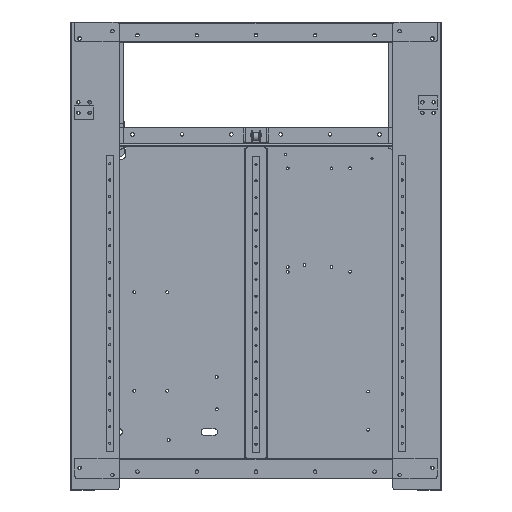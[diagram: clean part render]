
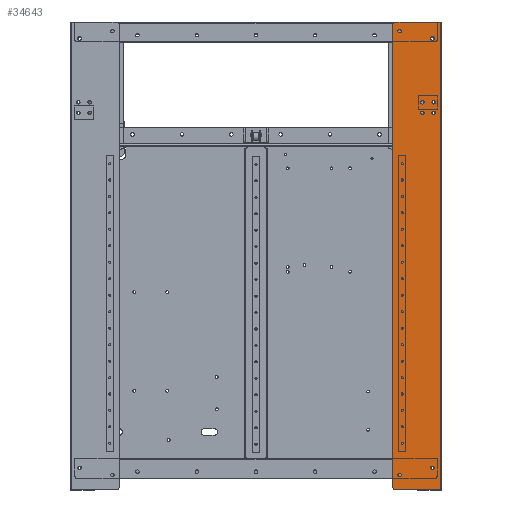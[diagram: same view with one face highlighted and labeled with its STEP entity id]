
A CAD part, top view. The second image highlights one B-rep face of the part: STEP entity #34643.
In plain terms, the highlighted planar face has unit normal (0, 0, 1).
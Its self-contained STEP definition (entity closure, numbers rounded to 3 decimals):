
#1493=FACE_BOUND('',#6817,.T.);
#1494=FACE_BOUND('',#6818,.T.);
#1495=FACE_BOUND('',#6819,.T.);
#1496=FACE_BOUND('',#6820,.T.);
#1497=FACE_BOUND('',#6821,.T.);
#1498=FACE_BOUND('',#6822,.T.);
#1499=FACE_BOUND('',#6823,.T.);
#1500=FACE_BOUND('',#6824,.T.);
#1501=FACE_BOUND('',#6825,.T.);
#1502=FACE_BOUND('',#6826,.T.);
#1503=FACE_BOUND('',#6827,.T.);
#1504=FACE_BOUND('',#6828,.T.);
#1505=FACE_BOUND('',#6829,.T.);
#1506=FACE_BOUND('',#6830,.T.);
#1507=FACE_BOUND('',#6831,.T.);
#1508=FACE_BOUND('',#6832,.T.);
#3013=CIRCLE('',#37592,2.625);
#3014=CIRCLE('',#37594,2.625);
#3015=CIRCLE('',#37596,1.6);
#3016=CIRCLE('',#37598,1.6);
#3017=CIRCLE('',#37600,1.6);
#3018=CIRCLE('',#37602,1.6);
#3019=CIRCLE('',#37604,1.6);
#3020=CIRCLE('',#37606,1.6);
#3021=CIRCLE('',#37608,1.6);
#3022=CIRCLE('',#37610,1.6);
#3023=CIRCLE('',#37612,2.625);
#3024=CIRCLE('',#37614,2.625);
#3025=CIRCLE('',#37616,2.625);
#3026=CIRCLE('',#37618,2.625);
#3027=CIRCLE('',#37620,3.);
#3028=CIRCLE('',#37623,3.);
#3030=CIRCLE('',#37631,2.625);
#3031=CIRCLE('',#37632,2.625);
#4478=FACE_OUTER_BOUND('',#6816,.T.);
#6816=EDGE_LOOP('',(#27935,#27936,#27937,#27938,#27939,#27940,#27941));
#6817=EDGE_LOOP('',(#27942));
#6818=EDGE_LOOP('',(#27943));
#6819=EDGE_LOOP('',(#27944));
#6820=EDGE_LOOP('',(#27945));
#6821=EDGE_LOOP('',(#27946));
#6822=EDGE_LOOP('',(#27947));
#6823=EDGE_LOOP('',(#27948));
#6824=EDGE_LOOP('',(#27949));
#6825=EDGE_LOOP('',(#27950));
#6826=EDGE_LOOP('',(#27951));
#6827=EDGE_LOOP('',(#27952));
#6828=EDGE_LOOP('',(#27953));
#6829=EDGE_LOOP('',(#27954));
#6830=EDGE_LOOP('',(#27955));
#6831=EDGE_LOOP('',(#27956));
#6832=EDGE_LOOP('',(#27957));
#10016=LINE('',#55729,#13204);
#10037=LINE('',#55826,#13225);
#10045=LINE('',#55844,#13233);
#10046=LINE('',#55846,#13234);
#10047=LINE('',#55848,#13235);
#13204=VECTOR('',#44939,10.);
#13225=VECTOR('',#45050,10.);
#13233=VECTOR('',#45072,2.88);
#13234=VECTOR('',#45075,10.);
#13235=VECTOR('',#45078,10.);
#16787=VERTEX_POINT('',#55725);
#16789=VERTEX_POINT('',#55728);
#16804=VERTEX_POINT('',#55763);
#16805=VERTEX_POINT('',#55767);
#16806=VERTEX_POINT('',#55771);
#16807=VERTEX_POINT('',#55775);
#16808=VERTEX_POINT('',#55779);
#16809=VERTEX_POINT('',#55783);
#16810=VERTEX_POINT('',#55787);
#16811=VERTEX_POINT('',#55791);
#16812=VERTEX_POINT('',#55795);
#16813=VERTEX_POINT('',#55799);
#16814=VERTEX_POINT('',#55803);
#16815=VERTEX_POINT('',#55807);
#16816=VERTEX_POINT('',#55811);
#16817=VERTEX_POINT('',#55815);
#16818=VERTEX_POINT('',#55819);
#16819=VERTEX_POINT('',#55820);
#16820=VERTEX_POINT('',#55825);
#16821=VERTEX_POINT('',#55829);
#16823=VERTEX_POINT('',#55842);
#16824=VERTEX_POINT('',#55849);
#16825=VERTEX_POINT('',#55851);
#20847=EDGE_CURVE('',#16789,#16787,#10016,.T.);
#20865=EDGE_CURVE('',#16804,#16804,#3013,.T.);
#20867=EDGE_CURVE('',#16805,#16805,#3014,.T.);
#20870=EDGE_CURVE('',#16806,#16806,#3015,.T.);
#20872=EDGE_CURVE('',#16807,#16807,#3016,.T.);
#20874=EDGE_CURVE('',#16808,#16808,#3017,.T.);
#20876=EDGE_CURVE('',#16809,#16809,#3018,.T.);
#20878=EDGE_CURVE('',#16810,#16810,#3019,.T.);
#20880=EDGE_CURVE('',#16811,#16811,#3020,.T.);
#20882=EDGE_CURVE('',#16812,#16812,#3021,.T.);
#20884=EDGE_CURVE('',#16813,#16813,#3022,.T.);
#20886=EDGE_CURVE('',#16814,#16814,#3023,.T.);
#20888=EDGE_CURVE('',#16815,#16815,#3024,.T.);
#20890=EDGE_CURVE('',#16816,#16816,#3025,.T.);
#20892=EDGE_CURVE('',#16817,#16817,#3026,.T.);
#20893=EDGE_CURVE('',#16818,#16819,#3027,.T.);
#20896=EDGE_CURVE('',#16818,#16820,#10037,.T.);
#20898=EDGE_CURVE('',#16821,#16820,#3028,.T.);
#20906=EDGE_CURVE('',#16823,#16819,#10045,.T.);
#20907=EDGE_CURVE('',#16823,#16789,#10046,.T.);
#20908=EDGE_CURVE('',#16821,#16787,#10047,.T.);
#20909=EDGE_CURVE('',#16824,#16824,#3030,.T.);
#20910=EDGE_CURVE('',#16825,#16825,#3031,.T.);
#27935=ORIENTED_EDGE('',*,*,#20907,.T.);
#27936=ORIENTED_EDGE('',*,*,#20847,.T.);
#27937=ORIENTED_EDGE('',*,*,#20908,.F.);
#27938=ORIENTED_EDGE('',*,*,#20898,.T.);
#27939=ORIENTED_EDGE('',*,*,#20896,.F.);
#27940=ORIENTED_EDGE('',*,*,#20893,.T.);
#27941=ORIENTED_EDGE('',*,*,#20906,.F.);
#27942=ORIENTED_EDGE('',*,*,#20909,.T.);
#27943=ORIENTED_EDGE('',*,*,#20865,.T.);
#27944=ORIENTED_EDGE('',*,*,#20867,.T.);
#27945=ORIENTED_EDGE('',*,*,#20910,.T.);
#27946=ORIENTED_EDGE('',*,*,#20870,.F.);
#27947=ORIENTED_EDGE('',*,*,#20872,.F.);
#27948=ORIENTED_EDGE('',*,*,#20874,.F.);
#27949=ORIENTED_EDGE('',*,*,#20876,.F.);
#27950=ORIENTED_EDGE('',*,*,#20878,.F.);
#27951=ORIENTED_EDGE('',*,*,#20880,.F.);
#27952=ORIENTED_EDGE('',*,*,#20882,.F.);
#27953=ORIENTED_EDGE('',*,*,#20884,.F.);
#27954=ORIENTED_EDGE('',*,*,#20886,.F.);
#27955=ORIENTED_EDGE('',*,*,#20888,.F.);
#27956=ORIENTED_EDGE('',*,*,#20890,.F.);
#27957=ORIENTED_EDGE('',*,*,#20892,.F.);
#33415=PLANE('',#37630);
#34643=ADVANCED_FACE('',(#4478,#1493,#1494,#1495,#1496,#1497,#1498,#1499,
#1500,#1501,#1502,#1503,#1504,#1505,#1506,#1507,#1508),#33415,.F.);
#37592=AXIS2_PLACEMENT_3D('',#55764,#44974,#44975);
#37594=AXIS2_PLACEMENT_3D('',#55768,#44979,#44980);
#37596=AXIS2_PLACEMENT_3D('',#55773,#44985,#44986);
#37598=AXIS2_PLACEMENT_3D('',#55777,#44990,#44991);
#37600=AXIS2_PLACEMENT_3D('',#55781,#44995,#44996);
#37602=AXIS2_PLACEMENT_3D('',#55785,#45000,#45001);
#37604=AXIS2_PLACEMENT_3D('',#55789,#45005,#45006);
#37606=AXIS2_PLACEMENT_3D('',#55793,#45010,#45011);
#37608=AXIS2_PLACEMENT_3D('',#55797,#45015,#45016);
#37610=AXIS2_PLACEMENT_3D('',#55801,#45020,#45021);
#37612=AXIS2_PLACEMENT_3D('',#55805,#45025,#45026);
#37614=AXIS2_PLACEMENT_3D('',#55809,#45030,#45031);
#37616=AXIS2_PLACEMENT_3D('',#55813,#45035,#45036);
#37618=AXIS2_PLACEMENT_3D('',#55817,#45040,#45041);
#37620=AXIS2_PLACEMENT_3D('',#55821,#45044,#45045);
#37623=AXIS2_PLACEMENT_3D('',#55830,#45054,#45055);
#37630=AXIS2_PLACEMENT_3D('',#55847,#45076,#45077);
#37631=AXIS2_PLACEMENT_3D('',#55850,#45079,#45080);
#37632=AXIS2_PLACEMENT_3D('',#55852,#45081,#45082);
#44939=DIRECTION('',(0.,1.,0.));
#44974=DIRECTION('center_axis',(0.,0.,-1.));
#44975=DIRECTION('ref_axis',(1.,0.,0.));
#44979=DIRECTION('center_axis',(0.,0.,-1.));
#44980=DIRECTION('ref_axis',(1.,0.,0.));
#44985=DIRECTION('center_axis',(0.,0.,1.));
#44986=DIRECTION('ref_axis',(1.,0.,0.));
#44990=DIRECTION('center_axis',(0.,0.,1.));
#44991=DIRECTION('ref_axis',(1.,0.,0.));
#44995=DIRECTION('center_axis',(0.,0.,1.));
#44996=DIRECTION('ref_axis',(1.,0.,0.));
#45000=DIRECTION('center_axis',(0.,0.,1.));
#45001=DIRECTION('ref_axis',(1.,0.,0.));
#45005=DIRECTION('center_axis',(0.,0.,1.));
#45006=DIRECTION('ref_axis',(1.,0.,0.));
#45010=DIRECTION('center_axis',(0.,0.,1.));
#45011=DIRECTION('ref_axis',(1.,0.,0.));
#45015=DIRECTION('center_axis',(0.,0.,1.));
#45016=DIRECTION('ref_axis',(1.,0.,0.));
#45020=DIRECTION('center_axis',(0.,0.,1.));
#45021=DIRECTION('ref_axis',(1.,0.,0.));
#45025=DIRECTION('center_axis',(0.,0.,1.));
#45026=DIRECTION('ref_axis',(1.,0.,0.));
#45030=DIRECTION('center_axis',(0.,0.,1.));
#45031=DIRECTION('ref_axis',(1.,0.,0.));
#45035=DIRECTION('center_axis',(0.,0.,1.));
#45036=DIRECTION('ref_axis',(1.,0.,0.));
#45040=DIRECTION('center_axis',(0.,0.,1.));
#45041=DIRECTION('ref_axis',(1.,0.,0.));
#45044=DIRECTION('center_axis',(0.,0.,1.));
#45045=DIRECTION('ref_axis',(-0.707,-0.707,0.));
#45050=DIRECTION('',(0.,1.,0.));
#45054=DIRECTION('center_axis',(0.,0.,1.));
#45055=DIRECTION('ref_axis',(-0.707,0.707,0.));
#45072=DIRECTION('',(-1.,0.,0.));
#45075=DIRECTION('',(1.,0.,0.));
#45076=DIRECTION('center_axis',(0.,0.,-1.));
#45077=DIRECTION('ref_axis',(-1.,0.,0.));
#45078=DIRECTION('',(1.,0.,0.));
#45079=DIRECTION('center_axis',(0.,0.,-1.));
#45080=DIRECTION('ref_axis',(1.,0.,0.));
#45081=DIRECTION('center_axis',(0.,0.,-1.));
#45082=DIRECTION('ref_axis',(1.,0.,0.));
#55725=CARTESIAN_POINT('',(282.,160.,237.));
#55728=CARTESIAN_POINT('',(282.,-550.,237.));
#55729=CARTESIAN_POINT('',(282.,-195.,237.));
#55763=CARTESIAN_POINT('',(215.375,146.,237.));
#55764=CARTESIAN_POINT('Origin',(218.,146.,237.));
#55767=CARTESIAN_POINT('',(265.375,135.,237.));
#55768=CARTESIAN_POINT('Origin',(268.,135.,237.));
#55771=CARTESIAN_POINT('',(220.4,-55.,237.));
#55773=CARTESIAN_POINT('Origin',(222.,-55.,237.));
#55775=CARTESIAN_POINT('',(220.4,-80.,237.));
#55777=CARTESIAN_POINT('Origin',(222.,-80.,237.));
#55779=CARTESIAN_POINT('',(220.4,-180.,237.));
#55781=CARTESIAN_POINT('Origin',(222.,-180.,237.));
#55783=CARTESIAN_POINT('',(220.4,-205.,237.));
#55785=CARTESIAN_POINT('Origin',(222.,-205.,237.));
#55787=CARTESIAN_POINT('',(220.4,-330.,237.));
#55789=CARTESIAN_POINT('Origin',(222.,-330.,237.));
#55791=CARTESIAN_POINT('',(220.4,-355.,237.));
#55793=CARTESIAN_POINT('Origin',(222.,-355.,237.));
#55795=CARTESIAN_POINT('',(220.4,-455.,237.));
#55797=CARTESIAN_POINT('Origin',(222.,-455.,237.));
#55799=CARTESIAN_POINT('',(220.4,-480.,237.));
#55801=CARTESIAN_POINT('Origin',(222.,-480.,237.));
#55803=CARTESIAN_POINT('',(250.225,22.,237.));
#55805=CARTESIAN_POINT('Origin',(252.85,22.,237.));
#55807=CARTESIAN_POINT('',(267.225,38.,237.));
#55809=CARTESIAN_POINT('Origin',(269.85,38.,237.));
#55811=CARTESIAN_POINT('',(267.225,22.,237.));
#55813=CARTESIAN_POINT('Origin',(269.85,22.,237.));
#55815=CARTESIAN_POINT('',(250.225,38.,237.));
#55817=CARTESIAN_POINT('Origin',(252.85,38.,237.));
#55819=CARTESIAN_POINT('',(208.,-547.,237.));
#55820=CARTESIAN_POINT('',(211.,-550.,237.));
#55821=CARTESIAN_POINT('Origin',(211.,-547.,237.));
#55825=CARTESIAN_POINT('',(208.,157.,237.));
#55826=CARTESIAN_POINT('',(208.,160.,237.));
#55829=CARTESIAN_POINT('',(211.,160.,237.));
#55830=CARTESIAN_POINT('Origin',(211.,157.,237.));
#55842=CARTESIAN_POINT('',(278.,-550.,237.));
#55844=CARTESIAN_POINT('',(287.048,-550.,237.));
#55846=CARTESIAN_POINT('',(261.631,-550.,237.));
#55847=CARTESIAN_POINT('Origin',(245.262,-195.,237.));
#55848=CARTESIAN_POINT('',(278.,160.,237.));
#55849=CARTESIAN_POINT('',(215.375,-528.,237.));
#55850=CARTESIAN_POINT('Origin',(218.,-528.,237.));
#55851=CARTESIAN_POINT('',(265.375,-517.,237.));
#55852=CARTESIAN_POINT('Origin',(268.,-517.,237.));
